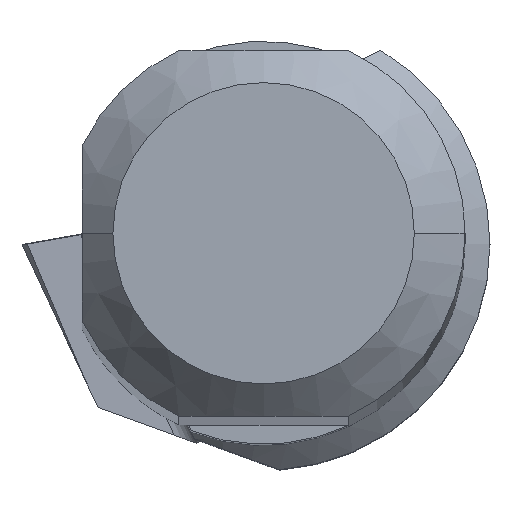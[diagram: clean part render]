
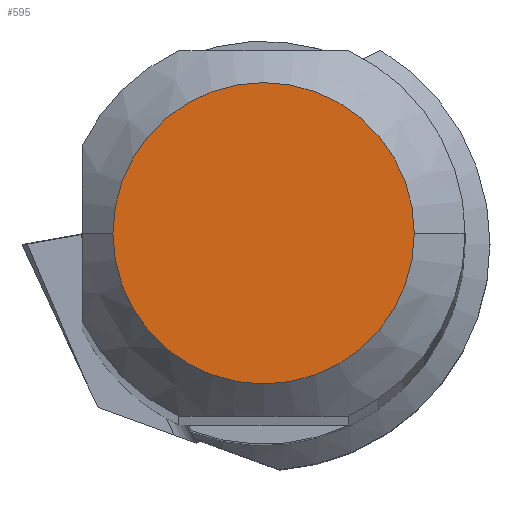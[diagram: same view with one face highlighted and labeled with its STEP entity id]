
A CAD part, top view. The second image highlights one B-rep face of the part: STEP entity #595.
In plain terms, the highlighted planar face has unit normal (0, 0, 1).
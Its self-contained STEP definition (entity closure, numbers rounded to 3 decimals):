
#499=FACE_OUTER_BOUND('',#727,.T.);
#595=ADVANCED_FACE('',(#499),#654,.T.);
#654=PLANE('',#2335);
#727=EDGE_LOOP('',(#1085,#1086,#1087,#1088));
#1085=ORIENTED_EDGE('',*,*,#1575,.F.);
#1086=ORIENTED_EDGE('',*,*,#1579,.F.);
#1087=ORIENTED_EDGE('',*,*,#1578,.F.);
#1088=ORIENTED_EDGE('',*,*,#1576,.F.);
#1362=VERTEX_POINT('',#3388);
#1363=VERTEX_POINT('',#3390);
#1364=VERTEX_POINT('',#3392);
#1365=VERTEX_POINT('',#3396);
#1575=EDGE_CURVE('',#1362,#1363,#1733,.T.);
#1576=EDGE_CURVE('',#1363,#1364,#1734,.T.);
#1578=EDGE_CURVE('',#1364,#1365,#1735,.T.);
#1579=EDGE_CURVE('',#1365,#1362,#1736,.T.);
#1733=CIRCLE('',#2329,2.969);
#1734=CIRCLE('',#2330,2.969);
#1735=CIRCLE('',#2332,2.969);
#1736=CIRCLE('',#2333,2.969);
#2329=AXIS2_PLACEMENT_3D('',#3389,#2748,#2749);
#2330=AXIS2_PLACEMENT_3D('',#3391,#2750,#2751);
#2332=AXIS2_PLACEMENT_3D('',#3395,#2755,#2756);
#2333=AXIS2_PLACEMENT_3D('',#3397,#2757,#2758);
#2335=AXIS2_PLACEMENT_3D('',#3399,#2761,#2762);
#2748=DIRECTION('',(0.,0.,-1.));
#2749=DIRECTION('',(1.,0.,0.));
#2750=DIRECTION('',(0.,0.,-1.));
#2751=DIRECTION('',(0.,-1.,0.));
#2755=DIRECTION('',(0.,0.,-1.));
#2756=DIRECTION('',(-1.,0.,0.));
#2757=DIRECTION('',(0.,0.,-1.));
#2758=DIRECTION('',(0.,1.,0.));
#2761=DIRECTION('',(0.,0.,1.));
#2762=DIRECTION('',(1.,0.,0.));
#3388=CARTESIAN_POINT('',(2.969,0.,0.));
#3389=CARTESIAN_POINT('',(0.,0.,0.));
#3390=CARTESIAN_POINT('',(0.,-2.969,0.));
#3391=CARTESIAN_POINT('',(0.,0.,0.));
#3392=CARTESIAN_POINT('',(-2.969,0.,0.));
#3395=CARTESIAN_POINT('',(0.,0.,0.));
#3396=CARTESIAN_POINT('',(0.,2.969,0.));
#3397=CARTESIAN_POINT('',(0.,0.,0.));
#3399=CARTESIAN_POINT('',(0.,0.,0.));
